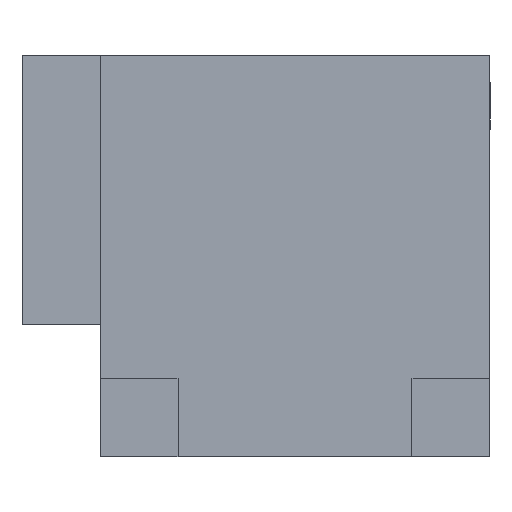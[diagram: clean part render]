
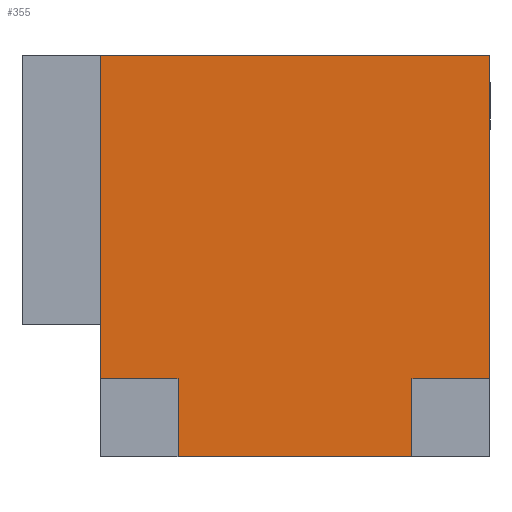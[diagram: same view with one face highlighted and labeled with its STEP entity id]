
A CAD part, left-side view. The second image highlights one B-rep face of the part: STEP entity #355.
In plain terms, the highlighted planar face has unit normal (-1, 0, 0).
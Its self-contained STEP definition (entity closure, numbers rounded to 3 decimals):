
#8 = CARTESIAN_POINT ( 'NONE',  ( -39.678, 5., 5.997 ) ) ;
#23 = LINE ( 'NONE', #314, #973 ) ;
#52 = LINE ( 'NONE', #454, #548 ) ;
#54 = EDGE_CURVE ( 'NONE', #1374, #1245, #1051, .T. ) ;
#93 = CARTESIAN_POINT ( 'NONE',  ( -39.678, 5., 0.997 ) ) ;
#98 = DIRECTION ( 'NONE',  ( 0., -1., 0. ) ) ;
#129 = EDGE_LOOP ( 'NONE', ( #1149, #250, #825, #568, #245, #922, #1273, #1177, #1068, #1375, #762 ) ) ;
#145 = DIRECTION ( 'NONE',  ( 0., -1., 0. ) ) ;
#195 = CARTESIAN_POINT ( 'NONE',  ( -39.678, 25., 26.747 ) ) ;
#196 = VECTOR ( 'NONE', #735, 1000. ) ;
#245 = ORIENTED_EDGE ( 'NONE', *, *, #307, .F. ) ;
#250 = ORIENTED_EDGE ( 'NONE', *, *, #458, .F. ) ;
#307 = EDGE_CURVE ( 'NONE', #1268, #1284, #777, .T. ) ;
#314 = CARTESIAN_POINT ( 'NONE',  ( -39.678, 25., 26.747 ) ) ;
#326 = VERTEX_POINT ( 'NONE', #1399 ) ;
#355 = ADVANCED_FACE ( 'NONE', ( #1014 ), #1331, .F. ) ;
#371 = VERTEX_POINT ( 'NONE', #855 ) ;
#409 = VECTOR ( 'NONE', #98, 1000. ) ;
#416 = CARTESIAN_POINT ( 'NONE',  ( -39.678, 25., 18.908 ) ) ;
#452 = VECTOR ( 'NONE', #1342, 1000. ) ;
#454 = CARTESIAN_POINT ( 'NONE',  ( -39.678, 0., 0. ) ) ;
#458 = EDGE_CURVE ( 'NONE', #1374, #806, #675, .T. ) ;
#464 = CARTESIAN_POINT ( 'NONE',  ( -39.678, 5., 5.997 ) ) ;
#469 = DIRECTION ( 'NONE',  ( 0., -1., 0. ) ) ;
#516 = CARTESIAN_POINT ( 'NONE',  ( -39.678, 25., 26.747 ) ) ;
#535 = VECTOR ( 'NONE', #145, 1000. ) ;
#548 = VECTOR ( 'NONE', #1286, 1000. ) ;
#568 = ORIENTED_EDGE ( 'NONE', *, *, #867, .T. ) ;
#616 = DIRECTION ( 'NONE',  ( 0., 0., -1. ) ) ;
#643 = LINE ( 'NONE', #1222, #892 ) ;
#647 = CARTESIAN_POINT ( 'NONE',  ( -39.678, 0., 5.997 ) ) ;
#675 = LINE ( 'NONE', #464, #1229 ) ;
#701 = LINE ( 'NONE', #832, #535 ) ;
#735 = DIRECTION ( 'NONE',  ( 0., 0., -1. ) ) ;
#739 = CARTESIAN_POINT ( 'NONE',  ( -39.678, 25., 17.586 ) ) ;
#754 = DIRECTION ( 'NONE',  ( 1., 0., 0. ) ) ;
#757 = DIRECTION ( 'NONE',  ( 0., -1., 0. ) ) ;
#762 = ORIENTED_EDGE ( 'NONE', *, *, #1410, .T. ) ;
#765 = EDGE_CURVE ( 'NONE', #808, #979, #1416, .T. ) ;
#772 = CARTESIAN_POINT ( 'NONE',  ( -39.678, 20., 5.997 ) ) ;
#777 = LINE ( 'NONE', #1147, #850 ) ;
#788 = LINE ( 'NONE', #195, #1247 ) ;
#806 = VERTEX_POINT ( 'NONE', #93 ) ;
#808 = VERTEX_POINT ( 'NONE', #416 ) ;
#825 = ORIENTED_EDGE ( 'NONE', *, *, #54, .T. ) ;
#832 = CARTESIAN_POINT ( 'NONE',  ( -39.678, 25., 5.997 ) ) ;
#850 = VECTOR ( 'NONE', #757, 1000. ) ;
#855 = CARTESIAN_POINT ( 'NONE',  ( -39.678, 25., 9.497 ) ) ;
#867 = EDGE_CURVE ( 'NONE', #1245, #1284, #52, .T. ) ;
#892 = VECTOR ( 'NONE', #1253, 1000. ) ;
#922 = ORIENTED_EDGE ( 'NONE', *, *, #924, .T. ) ;
#924 = EDGE_CURVE ( 'NONE', #1268, #808, #788, .T. ) ;
#964 = VERTEX_POINT ( 'NONE', #1363 ) ;
#972 = CARTESIAN_POINT ( 'NONE',  ( -39.678, 25., 9.497 ) ) ;
#973 = VECTOR ( 'NONE', #1381, 1000. ) ;
#979 = VERTEX_POINT ( 'NONE', #739 ) ;
#1005 = DIRECTION ( 'NONE',  ( 0., 0., -1. ) ) ;
#1011 = DIRECTION ( 'NONE',  ( 0., 0., -1. ) ) ;
#1014 = FACE_OUTER_BOUND ( 'NONE', #129, .T. ) ;
#1051 = LINE ( 'NONE', #1303, #1387 ) ;
#1068 = ORIENTED_EDGE ( 'NONE', *, *, #1257, .T. ) ;
#1070 = EDGE_CURVE ( 'NONE', #979, #371, #23, .T. ) ;
#1098 = LINE ( 'NONE', #1275, #409 ) ;
#1124 = CARTESIAN_POINT ( 'NONE',  ( -39.678, 0., 26.747 ) ) ;
#1147 = CARTESIAN_POINT ( 'NONE',  ( -39.678, 30., 26.747 ) ) ;
#1149 = ORIENTED_EDGE ( 'NONE', *, *, #1151, .T. ) ;
#1151 = EDGE_CURVE ( 'NONE', #326, #806, #1098, .T. ) ;
#1177 = ORIENTED_EDGE ( 'NONE', *, *, #1070, .T. ) ;
#1208 = CARTESIAN_POINT ( 'NONE',  ( -39.678, 30., 0. ) ) ;
#1222 = CARTESIAN_POINT ( 'NONE',  ( -39.678, 20., 5.997 ) ) ;
#1229 = VECTOR ( 'NONE', #1005, 1000. ) ;
#1233 = VERTEX_POINT ( 'NONE', #772 ) ;
#1245 = VERTEX_POINT ( 'NONE', #647 ) ;
#1247 = VECTOR ( 'NONE', #1011, 1000. ) ;
#1253 = DIRECTION ( 'NONE',  ( 0., 0., -1. ) ) ;
#1256 = LINE ( 'NONE', #972, #196 ) ;
#1257 = EDGE_CURVE ( 'NONE', #371, #964, #1256, .T. ) ;
#1268 = VERTEX_POINT ( 'NONE', #1411 ) ;
#1273 = ORIENTED_EDGE ( 'NONE', *, *, #765, .T. ) ;
#1275 = CARTESIAN_POINT ( 'NONE',  ( -39.678, 25., 0.997 ) ) ;
#1284 = VERTEX_POINT ( 'NONE', #1124 ) ;
#1286 = DIRECTION ( 'NONE',  ( 0., 0., 1. ) ) ;
#1303 = CARTESIAN_POINT ( 'NONE',  ( -39.678, 0., 5.997 ) ) ;
#1331 = PLANE ( 'NONE',  #1362 ) ;
#1342 = DIRECTION ( 'NONE',  ( 0., 0., -1. ) ) ;
#1362 = AXIS2_PLACEMENT_3D ( 'NONE', #1208, #754, #616 ) ;
#1363 = CARTESIAN_POINT ( 'NONE',  ( -39.678, 25., 5.997 ) ) ;
#1370 = EDGE_CURVE ( 'NONE', #964, #1233, #701, .T. ) ;
#1374 = VERTEX_POINT ( 'NONE', #8 ) ;
#1375 = ORIENTED_EDGE ( 'NONE', *, *, #1370, .T. ) ;
#1381 = DIRECTION ( 'NONE',  ( 0., 0., -1. ) ) ;
#1387 = VECTOR ( 'NONE', #469, 1000. ) ;
#1399 = CARTESIAN_POINT ( 'NONE',  ( -39.678, 20., 0.997 ) ) ;
#1410 = EDGE_CURVE ( 'NONE', #1233, #326, #643, .T. ) ;
#1411 = CARTESIAN_POINT ( 'NONE',  ( -39.678, 25., 26.747 ) ) ;
#1416 = LINE ( 'NONE', #516, #452 ) ;
